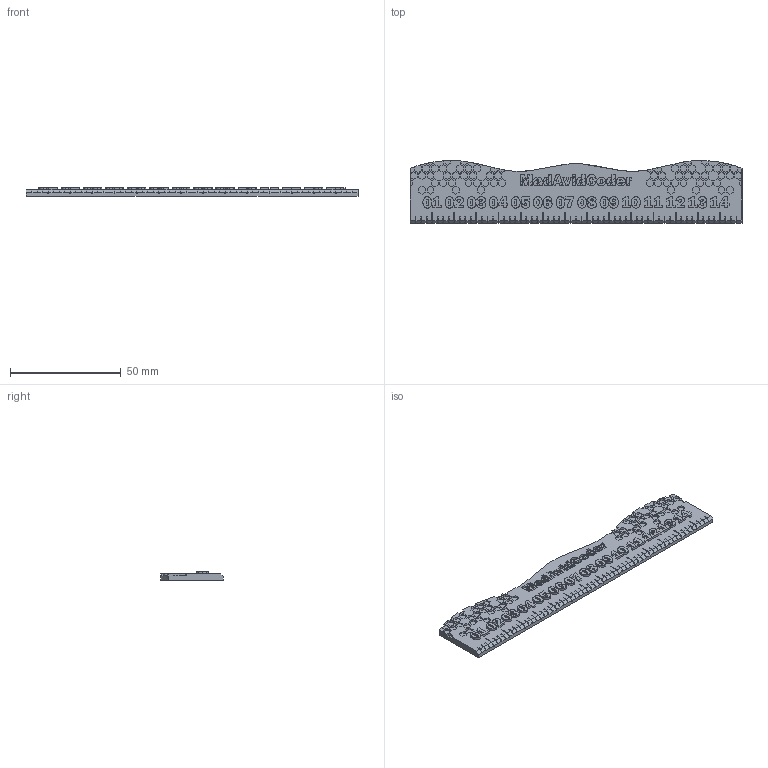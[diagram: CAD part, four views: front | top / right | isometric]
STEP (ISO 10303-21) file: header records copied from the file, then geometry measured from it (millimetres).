
FILE_DESCRIPTION(/* description */ (''),/* implementation_level */ '2;1');
FILE_NAME(/* name */ 'Ruler.step',/* time_stamp */ '2025-12-18T23:30:25+11:00',/* author */ (''),/* organization */ (''),/* preprocessor_version */ 'ST-DEVELOPER v20.1',/* originating_system */ 'Autodesk Translation Framework v14.10.0.0',/* authorisation */ '');
FILE_SCHEMA (('AUTOMOTIVE_DESIGN { 1 0 10303 214 3 1 1 }'));
Length unit declared in the file: millimetre
Products named in the file (1): Ruler
Bounding box: 150 x 28.44 x 4 mm (x, y, z)
Volume: 11342.8 mm3; surface area: 10647.6 mm2
Topology: 1 solids, 1 shells, 1540 faces, 4184 edges, 2759 vertices
Faces by surface type: plane 1104, bspline 436
Entity records: 52131 total; most frequent: CARTESIAN_POINT 16518, ORIENTED_EDGE 8368, DIRECTION 5404, EDGE_CURVE 4184, LINE 3194, VECTOR 3194, VERTEX_POINT 2759, EDGE_LOOP 1653
